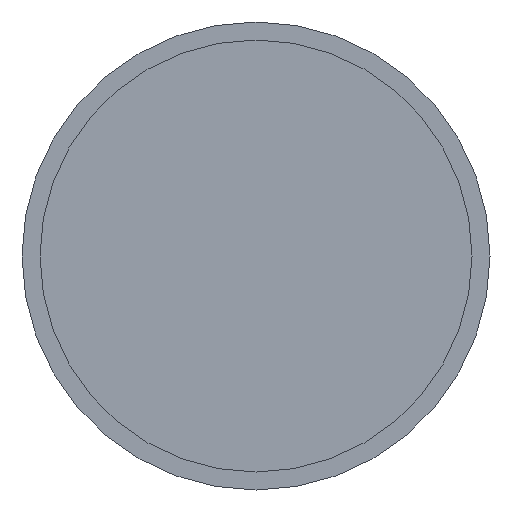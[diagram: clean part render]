
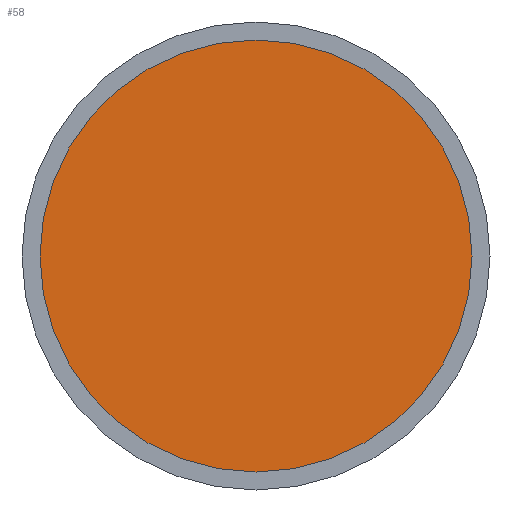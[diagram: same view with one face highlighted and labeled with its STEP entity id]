
A CAD part, front view. The second image highlights one B-rep face of the part: STEP entity #58.
In plain terms, the highlighted planar face has unit normal (0, -1, 0).
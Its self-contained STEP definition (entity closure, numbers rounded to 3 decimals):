
#58 = ADVANCED_FACE( '', ( #133 ), #134, .F. );
#133 = FACE_OUTER_BOUND( '', #230, .T. );
#134 = PLANE( '', #231 );
#230 = EDGE_LOOP( '', ( #369 ) );
#231 = AXIS2_PLACEMENT_3D( '', #370, #371, #372 );
#369 = ORIENTED_EDGE( '', *, *, #542, .T. );
#370 = CARTESIAN_POINT( '', ( 30., 3., 0. ) );
#371 = DIRECTION( '', ( 0., 1., 0. ) );
#372 = DIRECTION( '', ( 0., 0., 1. ) );
#542 = EDGE_CURVE( '', #622, #622, #623, .T. );
#622 = VERTEX_POINT( '', #727 );
#623 = CIRCLE( '', #728, 30. );
#727 = CARTESIAN_POINT( '', ( 0., 3., -30. ) );
#728 = AXIS2_PLACEMENT_3D( '', #835, #836, #837 );
#835 = CARTESIAN_POINT( '', ( 0., 3., 0. ) );
#836 = DIRECTION( '', ( 0., -1., 0. ) );
#837 = DIRECTION( '', ( 0., 0., -1. ) );
